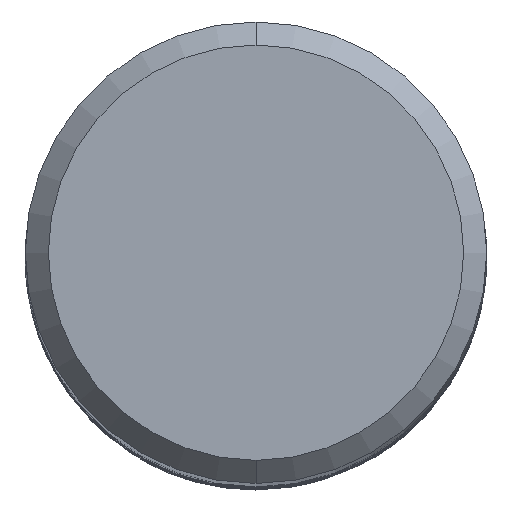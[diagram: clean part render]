
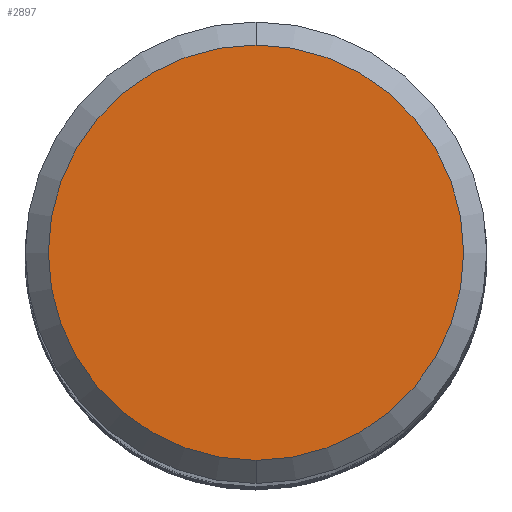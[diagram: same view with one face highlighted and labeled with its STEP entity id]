
A CAD part, top view. The second image highlights one B-rep face of the part: STEP entity #2897.
In plain terms, the highlighted planar face has unit normal (0, 0, 1).
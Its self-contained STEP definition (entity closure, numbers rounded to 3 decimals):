
#2257=EDGE_CURVE('',#2591,#2893,#4419,.T.);
#2591=VERTEX_POINT('',#4787);
#2867=EDGE_CURVE('',#2893,#2591,#5081,.T.);
#2893=VERTEX_POINT('',#5108);
#2897=ADVANCED_FACE('',(#5112),#5113,.T.);
#4419=CIRCLE('',#23895,5.4);
#4787=CARTESIAN_POINT('',(0.0,5.4,0.0));
#5081=CIRCLE('',#32229,5.4);
#5108=CARTESIAN_POINT('',(0.,-5.4,0.0));
#5112=FACE_OUTER_BOUND('',#32365,.T.);
#5113=PLANE('',#32366);
#23895=AXIS2_PLACEMENT_3D('',#37241,#37242,#37243);
#32229=AXIS2_PLACEMENT_3D('',#37965,#37966,#37967);
#32365=EDGE_LOOP('',(#37984,#37985));
#32366=AXIS2_PLACEMENT_3D('',#37986,#37987,#37988);
#37241=CARTESIAN_POINT('',(0.0,0.0,0.0));
#37242=DIRECTION('',(0.0,0.0,-1.0));
#37243=DIRECTION('',(0.0,1.0,0.0));
#37965=CARTESIAN_POINT('',(0.0,0.0,0.0));
#37966=DIRECTION('',(0.0,0.0,-1.0));
#37967=DIRECTION('',(0.0,1.0,0.0));
#37984=ORIENTED_EDGE('',*,*,#2257,.F.);
#37985=ORIENTED_EDGE('',*,*,#2867,.F.);
#37986=CARTESIAN_POINT('',(0.0,2.7,0.0));
#37987=DIRECTION('',(-0.0,0.0,1.0));
#37988=DIRECTION('',(0.0,-1.0,0.0));
